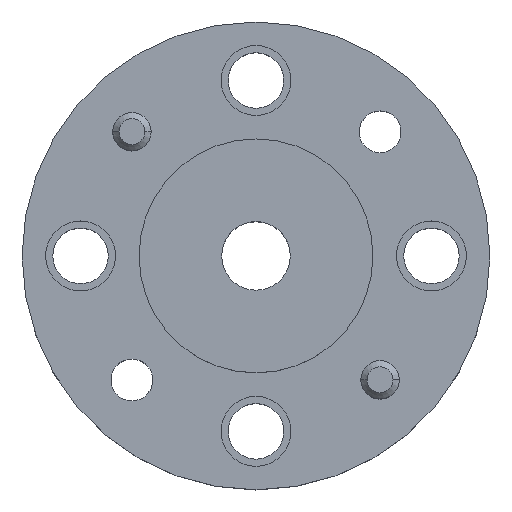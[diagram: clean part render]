
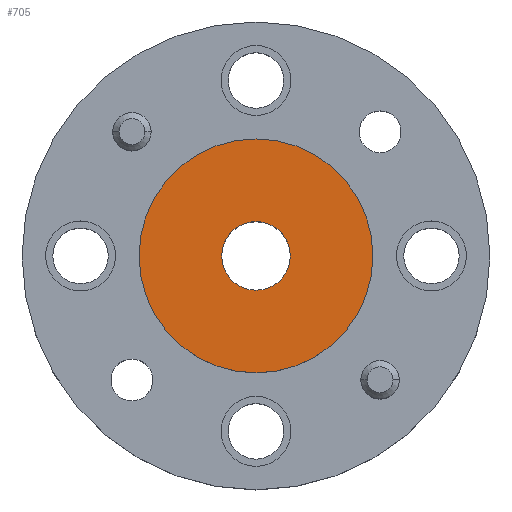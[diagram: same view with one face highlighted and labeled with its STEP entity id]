
A CAD part, top view. The second image highlights one B-rep face of the part: STEP entity #705.
In plain terms, the highlighted planar face has unit normal (0, 0, 1).
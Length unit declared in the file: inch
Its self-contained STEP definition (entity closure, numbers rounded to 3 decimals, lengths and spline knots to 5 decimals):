
#72 = AXIS2_PLACEMENT_3D ( 'NONE', #549, #865, #267 ) ;
#87 = CARTESIAN_POINT ( 'NONE',  ( -0.055, 0., 0.037 ) ) ;
#110 = AXIS2_PLACEMENT_3D ( 'NONE', #605, #911, #441 ) ;
#193 = PLANE ( 'NONE',  #747 ) ;
#197 = VERTEX_POINT ( 'NONE', #87 ) ;
#217 = DIRECTION ( 'NONE',  ( 0., 0., 1. ) ) ;
#247 = CARTESIAN_POINT ( 'NONE',  ( 0.055, 0., 0.037 ) ) ;
#267 = DIRECTION ( 'NONE',  ( 1., 0., 0. ) ) ;
#423 = EDGE_CURVE ( 'NONE', #197, #444, #1289, .T. ) ;
#441 = DIRECTION ( 'NONE',  ( 1., 0., 0. ) ) ;
#444 = VERTEX_POINT ( 'NONE', #247 ) ;
#485 = DIRECTION ( 'NONE',  ( 1., 0., 0. ) ) ;
#549 = CARTESIAN_POINT ( 'NONE',  ( 0., 0., 0.037 ) ) ;
#605 = CARTESIAN_POINT ( 'NONE',  ( 0., 0., 0.037 ) ) ;
#668 = CIRCLE ( 'NONE', #72, 0.055 ) ;
#688 = ORIENTED_EDGE ( 'NONE', *, *, #932, .T. ) ;
#705 = ADVANCED_FACE ( 'NONE', ( #1349, #1813 ), #193, .T. ) ;
#745 = CARTESIAN_POINT ( 'NONE',  ( 0., 0., 0.037 ) ) ;
#747 = AXIS2_PLACEMENT_3D ( 'NONE', #745, #1337, #485 ) ;
#855 = CARTESIAN_POINT ( 'NONE',  ( 0., 0., 0.037 ) ) ;
#865 = DIRECTION ( 'NONE',  ( 0., 0., 1. ) ) ;
#879 = VERTEX_POINT ( 'NONE', #1387 ) ;
#911 = DIRECTION ( 'NONE',  ( 0., 0., 1. ) ) ;
#932 = EDGE_CURVE ( 'NONE', #879, #1814, #1448, .T. ) ;
#1006 = EDGE_CURVE ( 'NONE', #444, #197, #668, .T. ) ;
#1174 = DIRECTION ( 'NONE',  ( 1., 0., 0. ) ) ;
#1257 = AXIS2_PLACEMENT_3D ( 'NONE', #855, #1290, #1174 ) ;
#1278 = ORIENTED_EDGE ( 'NONE', *, *, #1006, .F. ) ;
#1289 = CIRCLE ( 'NONE', #1477, 0.055 ) ;
#1290 = DIRECTION ( 'NONE',  ( 0., 0., 1. ) ) ;
#1337 = DIRECTION ( 'NONE',  ( 0., 0., 1. ) ) ;
#1345 = EDGE_CURVE ( 'NONE', #1814, #879, #1836, .T. ) ;
#1349 = FACE_BOUND ( 'NONE', #1718, .T. ) ;
#1387 = CARTESIAN_POINT ( 'NONE',  ( 0.1875, 0., 0.037 ) ) ;
#1448 = CIRCLE ( 'NONE', #1257, 0.1875 ) ;
#1477 = AXIS2_PLACEMENT_3D ( 'NONE', #1854, #217, #1876 ) ;
#1507 = CARTESIAN_POINT ( 'NONE',  ( -0.1875, 0., 0.037 ) ) ;
#1639 = ORIENTED_EDGE ( 'NONE', *, *, #423, .F. ) ;
#1683 = EDGE_LOOP ( 'NONE', ( #1943, #688 ) ) ;
#1718 = EDGE_LOOP ( 'NONE', ( #1278, #1639 ) ) ;
#1813 = FACE_OUTER_BOUND ( 'NONE', #1683, .T. ) ;
#1814 = VERTEX_POINT ( 'NONE', #1507 ) ;
#1836 = CIRCLE ( 'NONE', #110, 0.1875 ) ;
#1854 = CARTESIAN_POINT ( 'NONE',  ( 0., 0., 0.037 ) ) ;
#1876 = DIRECTION ( 'NONE',  ( 1., 0., 0. ) ) ;
#1943 = ORIENTED_EDGE ( 'NONE', *, *, #1345, .T. ) ;
